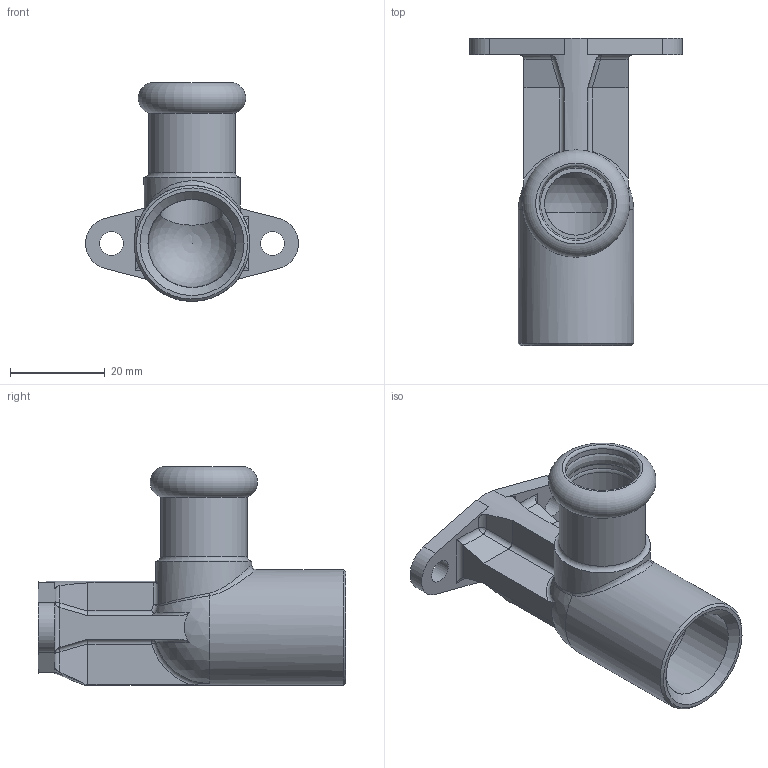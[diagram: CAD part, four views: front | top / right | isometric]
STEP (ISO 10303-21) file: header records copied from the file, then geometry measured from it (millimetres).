
FILE_DESCRIPTION(/* description */ ('GOMITO CON FLANGIA 1/2"x15 + distanziale (Wall plate elbow 1/2"x15+ extension)'),/* implementation_level */ '2;1');
FILE_NAME(/* name */ '185102115_Inoxpres.stp',/* time_stamp */ '2022-10-11T15:00:02+02:00',/* author */ ('Vault'),/* organization */ ('Raccorderie metalliche s.p.a. '),/* preprocessor_version */ 'ST-DEVELOPER v18.1',/* originating_system */ 'Autodesk Inventor 2020',/* authorisation */ 'Raccorderie metalliche s.p.a. ');
FILE_SCHEMA (('AUTOMOTIVE_DESIGN { 1 0 10303 214 3 1 1 }'));
Length unit declared in the file: millimetre
Products named in the file (1): 185102115_Inoxpres
Bounding box: 45 x 65 x 46.24 mm (x, y, z)
Volume: 17430.4 mm3; surface area: 11176 mm2
Topology: 1 solids, 1 shells, 95 faces, 262 edges, 164 vertices
Faces by surface type: cylinder 35, plane 29, torus 13, bspline 7, sphere 7, cone 4
Full cylindrical faces by diameter (mm): 5 x2, 13.3 x1, 15.3 x1, 15.7 x2, 18.3 x1, 18.6 x1, 18.631 x1, 20.3 x1, 24.5 x1
Entity records: 3443 total; most frequent: CARTESIAN_POINT 988, DIRECTION 520, ORIENTED_EDGE 514, EDGE_CURVE 257, AXIS2_PLACEMENT_3D 212, VERTEX_POINT 164, EDGE_LOOP 101, CIRCLE 97
